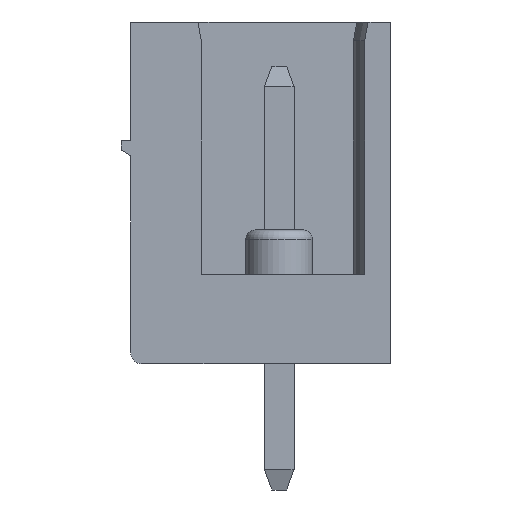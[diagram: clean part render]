
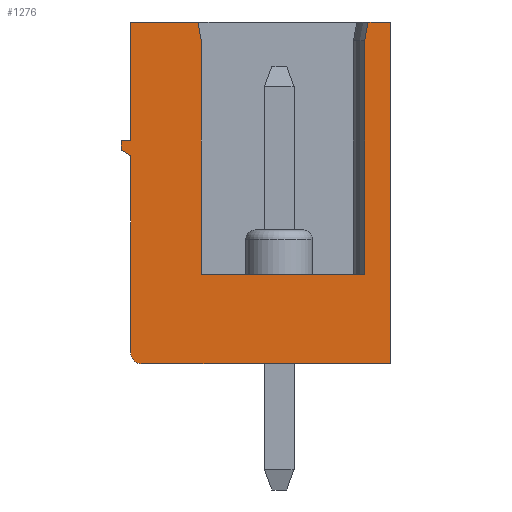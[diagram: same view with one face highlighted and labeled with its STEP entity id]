
A CAD part, left-side view. The second image highlights one B-rep face of the part: STEP entity #1276.
In plain terms, the highlighted planar face has unit normal (-1, 0, 0).
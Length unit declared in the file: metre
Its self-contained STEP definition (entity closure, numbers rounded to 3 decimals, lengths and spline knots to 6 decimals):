
#1276=ADVANCED_FACE('',(#3636),#3637,.F.);
#3636=FACE_OUTER_BOUND('',#7152,.T.);
#3637=PLANE('',#7153);
#7152=EDGE_LOOP('',(#10969,#10970,#10971,#10972,#10973,#10974,#10975,#10976,#10977,#10978,#10979,#10980,#10981,#10982,#10983));
#7153=AXIS2_PLACEMENT_3D('',#10984,#10985,#10986);
#10969=ORIENTED_EDGE('',*,*,#21103,.T.);
#10970=ORIENTED_EDGE('',*,*,#21104,.F.);
#10971=ORIENTED_EDGE('',*,*,#21105,.F.);
#10972=ORIENTED_EDGE('',*,*,#21106,.F.);
#10973=ORIENTED_EDGE('',*,*,#21051,.T.);
#10974=ORIENTED_EDGE('',*,*,#20958,.T.);
#10975=ORIENTED_EDGE('',*,*,#20919,.F.);
#10976=ORIENTED_EDGE('',*,*,#21087,.T.);
#10977=ORIENTED_EDGE('',*,*,#21009,.F.);
#10978=ORIENTED_EDGE('',*,*,#21107,.F.);
#10979=ORIENTED_EDGE('',*,*,#21108,.F.);
#10980=ORIENTED_EDGE('',*,*,#21109,.F.);
#10981=ORIENTED_EDGE('',*,*,#21110,.F.);
#10982=ORIENTED_EDGE('',*,*,#21111,.F.);
#10983=ORIENTED_EDGE('',*,*,#21112,.F.);
#10984=CARTESIAN_POINT('',(-1.086627,0.01086,0.000933));
#10985=DIRECTION('',(1.0,0.0,0.0));
#10986=DIRECTION('',(0.0,1.0,-0.0));
#20919=EDGE_CURVE('',#24996,#24998,#24999,.T.);
#20958=EDGE_CURVE('',#25065,#24998,#25066,.T.);
#21009=EDGE_CURVE('',#25139,#25141,#25142,.T.);
#21051=EDGE_CURVE('',#25199,#25065,#25200,.T.);
#21087=EDGE_CURVE('',#24996,#25141,#25246,.T.);
#21103=EDGE_CURVE('',#25263,#25264,#25265,.F.);
#21104=EDGE_CURVE('',#25266,#25264,#25267,.T.);
#21105=EDGE_CURVE('',#25268,#25266,#25269,.T.);
#21106=EDGE_CURVE('',#25199,#25268,#25270,.T.);
#21107=EDGE_CURVE('',#25271,#25139,#25272,.T.);
#21108=EDGE_CURVE('',#25273,#25271,#25274,.T.);
#21109=EDGE_CURVE('',#25275,#25273,#25276,.T.);
#21110=EDGE_CURVE('',#25277,#25275,#25278,.T.);
#21111=EDGE_CURVE('',#25279,#25277,#25280,.T.);
#21112=EDGE_CURVE('',#25263,#25279,#25281,.T.);
#24996=VERTEX_POINT('',#30932);
#24998=VERTEX_POINT('',#30935);
#24999=LINE('',#30936,#30937);
#25065=VERTEX_POINT('',#31033);
#25066=LINE('',#31034,#31035);
#25139=VERTEX_POINT('',#31144);
#25141=VERTEX_POINT('',#31147);
#25142=LINE('',#31148,#31149);
#25199=VERTEX_POINT('',#31233);
#25200=LINE('',#31234,#31235);
#25246=LINE('',#31306,#31307);
#25263=VERTEX_POINT('',#31331);
#25264=VERTEX_POINT('',#31332);
#25265=CIRCLE('',#31333,0.0003);
#25266=VERTEX_POINT('',#31334);
#25267=LINE('',#31335,#31336);
#25268=VERTEX_POINT('',#31337);
#25269=LINE('',#31338,#31339);
#25270=LINE('',#31340,#31341);
#25271=VERTEX_POINT('',#31342);
#25272=LINE('',#31343,#31344);
#25273=VERTEX_POINT('',#31345);
#25274=LINE('',#31346,#31347);
#25275=VERTEX_POINT('',#31348);
#25276=LINE('',#31349,#31350);
#25277=VERTEX_POINT('',#31351);
#25278=LINE('',#31352,#31353);
#25279=VERTEX_POINT('',#31354);
#25280=LINE('',#31355,#31356);
#25281=LINE('',#31357,#31358);
#30932=CARTESIAN_POINT('',(-1.086627,0.00896,-0.005867));
#30935=CARTESIAN_POINT('',(-1.086627,0.00456,-0.005867));
#30936=CARTESIAN_POINT('',(-1.086627,0.00386,-0.005867));
#30937=VECTOR('',#39653,1.0);
#31033=CARTESIAN_POINT('',(-1.086627,0.00456,0.000433));
#31034=CARTESIAN_POINT('',(-1.086627,0.00456,-0.005567));
#31035=VECTOR('',#39690,1.0);
#31144=CARTESIAN_POINT('',(-1.086627,0.009048,0.000933));
#31147=CARTESIAN_POINT('',(-1.086627,0.00896,0.000433));
#31148=CARTESIAN_POINT('',(-1.086627,0.009048,0.000933));
#31149=VECTOR('',#39731,1.0);
#31233=CARTESIAN_POINT('',(-1.086627,0.004471,0.000933));
#31234=CARTESIAN_POINT('',(-1.086627,0.005565,-0.005267));
#31235=VECTOR('',#39765,1.0);
#31306=CARTESIAN_POINT('',(-1.086627,0.00896,-0.005567));
#31307=VECTOR('',#39788,1.0);
#31331=CARTESIAN_POINT('',(-1.086627,0.01086,-0.007967));
#31332=CARTESIAN_POINT('',(-1.086627,0.01056,-0.008267));
#31333=AXIS2_PLACEMENT_3D('',#39799,#39800,#39801);
#31334=CARTESIAN_POINT('',(-1.086627,0.00386,-0.008267));
#31335=CARTESIAN_POINT('',(-1.086627,0.01056,-0.008267));
#31336=VECTOR('',#39802,1.0);
#31337=CARTESIAN_POINT('',(-1.086627,0.00386,0.000933));
#31338=CARTESIAN_POINT('',(-1.086627,0.00386,-0.008267));
#31339=VECTOR('',#39803,1.0);
#31340=CARTESIAN_POINT('',(-1.086627,0.00386,0.000933));
#31341=VECTOR('',#39804,1.0);
#31342=CARTESIAN_POINT('',(-1.086627,0.01086,0.000933));
#31343=CARTESIAN_POINT('',(-1.086627,0.00386,0.000933));
#31344=VECTOR('',#39805,1.0);
#31345=CARTESIAN_POINT('',(-1.086627,0.01086,-0.002267));
#31346=CARTESIAN_POINT('',(-1.086627,0.01086,0.000933));
#31347=VECTOR('',#39806,1.0);
#31348=CARTESIAN_POINT('',(-1.086627,0.01111,-0.002267));
#31349=CARTESIAN_POINT('',(-1.086627,0.01086,-0.002267));
#31350=VECTOR('',#39807,1.0);
#31351=CARTESIAN_POINT('',(-1.086627,0.01111,-0.002517));
#31352=CARTESIAN_POINT('',(-1.086627,0.01111,-0.002267));
#31353=VECTOR('',#39808,1.0);
#31354=CARTESIAN_POINT('',(-1.086627,0.01086,-0.002667));
#31355=CARTESIAN_POINT('',(-1.086627,0.01111,-0.002517));
#31356=VECTOR('',#39809,1.0);
#31357=CARTESIAN_POINT('',(-1.086627,0.01086,-0.002667));
#31358=VECTOR('',#39810,1.0);
#39653=DIRECTION('',(0.0,-1.0,0.));
#39690=DIRECTION('',(0.0,0.,-1.0));
#39731=DIRECTION('',(0.0,-0.174,-0.985));
#39765=DIRECTION('',(0.0,0.174,-0.985));
#39788=DIRECTION('',(0.0,0.,1.0));
#39799=CARTESIAN_POINT('',(-1.086627,0.01056,-0.007967));
#39800=DIRECTION('',(1.0,0.0,0.0));
#39801=DIRECTION('',(0.0,0.0,-1.0));
#39802=DIRECTION('',(0.0,1.0,0.));
#39803=DIRECTION('',(0.0,0.,-1.0));
#39804=DIRECTION('',(0.0,-1.0,0.));
#39805=DIRECTION('',(0.0,-1.0,0.));
#39806=DIRECTION('',(0.0,0.,1.0));
#39807=DIRECTION('',(0.0,-1.0,0.));
#39808=DIRECTION('',(0.0,0.,1.0));
#39809=DIRECTION('',(0.0,0.857,0.514));
#39810=DIRECTION('',(0.0,0.,1.0));
